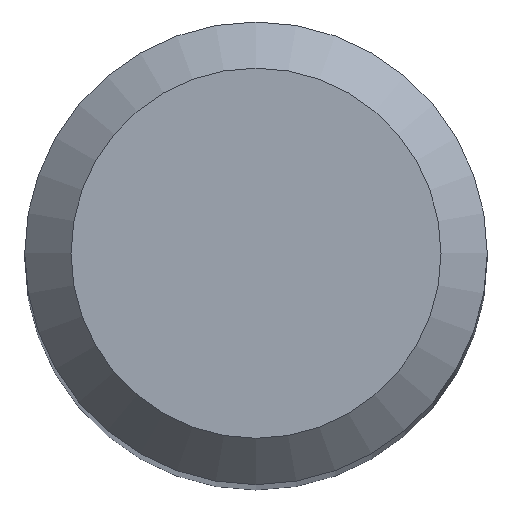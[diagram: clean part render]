
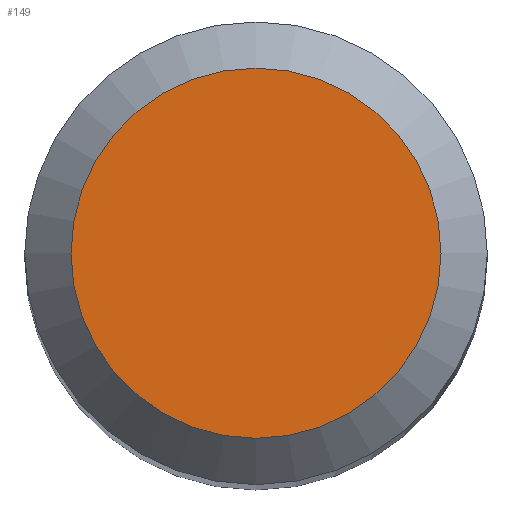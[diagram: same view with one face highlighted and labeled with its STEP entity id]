
A CAD part, top view. The second image highlights one B-rep face of the part: STEP entity #149.
In plain terms, the highlighted planar face has unit normal (0, 0, 1).
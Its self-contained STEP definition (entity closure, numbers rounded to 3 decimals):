
#17 = VERTEX_POINT ( 'NONE', #85 ) ;
#26 = AXIS2_PLACEMENT_3D ( 'NONE', #100, #142, #166 ) ;
#34 = DIRECTION ( 'NONE',  ( 0., 1., 0. ) ) ;
#56 = CARTESIAN_POINT ( 'NONE',  ( 0., 0., 35. ) ) ;
#58 = PLANE ( 'NONE',  #26 ) ;
#68 = ORIENTED_EDGE ( 'NONE', *, *, #200, .F. ) ;
#85 = CARTESIAN_POINT ( 'NONE',  ( 0., 1.6, 35. ) ) ;
#100 = CARTESIAN_POINT ( 'NONE',  ( 0., 0., 35. ) ) ;
#106 = CIRCLE ( 'NONE', #284, 1.6 ) ;
#123 = DIRECTION ( 'NONE',  ( 0., 0., -1. ) ) ;
#142 = DIRECTION ( 'NONE',  ( 0., 0., -1. ) ) ;
#149 = ADVANCED_FACE ( 'NONE', ( #162 ), #58, .F. ) ;
#162 = FACE_OUTER_BOUND ( 'NONE', #263, .T. ) ;
#166 = DIRECTION ( 'NONE',  ( 0., 1., 0. ) ) ;
#200 = EDGE_CURVE ( 'NONE', #17, #17, #106, .T. ) ;
#263 = EDGE_LOOP ( 'NONE', ( #68 ) ) ;
#284 = AXIS2_PLACEMENT_3D ( 'NONE', #56, #123, #34 ) ;
